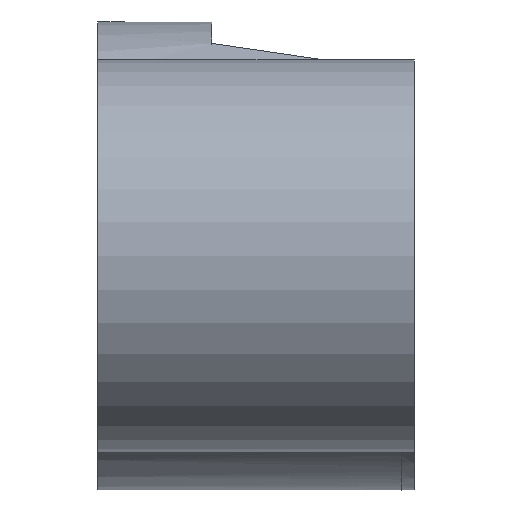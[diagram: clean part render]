
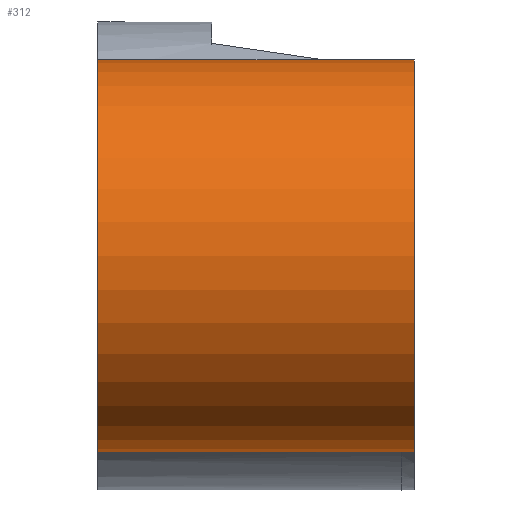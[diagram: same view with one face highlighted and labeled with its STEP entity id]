
A CAD part, left-side view. The second image highlights one B-rep face of the part: STEP entity #312.
In plain terms, the highlighted cylindrical face has radius 15.5 mm (diameter 31 mm), a partial arc.
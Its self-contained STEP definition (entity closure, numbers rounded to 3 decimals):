
#32 = CARTESIAN_POINT ( 'NONE',  ( 0., -1., 0. ) ) ;
#62 = LINE ( 'NONE', #282, #457 ) ;
#91 = AXIS2_PLACEMENT_3D ( 'NONE', #670, #841, #356 ) ;
#104 = CIRCLE ( 'NONE', #252, 15.5 ) ;
#119 = DIRECTION ( 'NONE',  ( 0., 1., 0. ) ) ;
#138 = EDGE_CURVE ( 'NONE', #348, #230, #536, .T. ) ;
#161 = CARTESIAN_POINT ( 'NONE',  ( 0., -1., 15.5 ) ) ;
#185 = DIRECTION ( 'NONE',  ( 0., 0., 1. ) ) ;
#223 = DIRECTION ( 'NONE',  ( 0., 0., 1. ) ) ;
#230 = VERTEX_POINT ( 'NONE', #613 ) ;
#245 = AXIS2_PLACEMENT_3D ( 'NONE', #32, #916, #185 ) ;
#252 = AXIS2_PLACEMENT_3D ( 'NONE', #788, #864, #223 ) ;
#256 = EDGE_CURVE ( 'NONE', #348, #821, #929, .T. ) ;
#273 = EDGE_LOOP ( 'NONE', ( #680, #993, #320, #973 ) ) ;
#282 = CARTESIAN_POINT ( 'NONE',  ( 0., -1., 15.5 ) ) ;
#288 = FACE_OUTER_BOUND ( 'NONE', #273, .T. ) ;
#312 = ADVANCED_FACE ( 'NONE', ( #288 ), #572, .T. ) ;
#320 = ORIENTED_EDGE ( 'NONE', *, *, #327, .T. ) ;
#327 = EDGE_CURVE ( 'NONE', #821, #860, #62, .T. ) ;
#348 = VERTEX_POINT ( 'NONE', #609 ) ;
#356 = DIRECTION ( 'NONE',  ( 0., 0., 1. ) ) ;
#367 = CARTESIAN_POINT ( 'NONE',  ( 0., -1., -15.5 ) ) ;
#395 = VECTOR ( 'NONE', #119, 1000. ) ;
#457 = VECTOR ( 'NONE', #522, 1000. ) ;
#522 = DIRECTION ( 'NONE',  ( 0., 1., 0. ) ) ;
#536 = LINE ( 'NONE', #367, #395 ) ;
#572 = CYLINDRICAL_SURFACE ( 'NONE', #91, 15.5 ) ;
#609 = CARTESIAN_POINT ( 'NONE',  ( 0., -1., -15.5 ) ) ;
#613 = CARTESIAN_POINT ( 'NONE',  ( 0., 24., -15.5 ) ) ;
#670 = CARTESIAN_POINT ( 'NONE',  ( 0., -1., 0. ) ) ;
#680 = ORIENTED_EDGE ( 'NONE', *, *, #138, .F. ) ;
#734 = EDGE_CURVE ( 'NONE', #230, #860, #104, .T. ) ;
#788 = CARTESIAN_POINT ( 'NONE',  ( 0., 24., 0. ) ) ;
#805 = CARTESIAN_POINT ( 'NONE',  ( 0., 24., 15.5 ) ) ;
#821 = VERTEX_POINT ( 'NONE', #161 ) ;
#841 = DIRECTION ( 'NONE',  ( 0., 1., 0. ) ) ;
#860 = VERTEX_POINT ( 'NONE', #805 ) ;
#864 = DIRECTION ( 'NONE',  ( 0., 1., 0. ) ) ;
#916 = DIRECTION ( 'NONE',  ( 0., 1., 0. ) ) ;
#929 = CIRCLE ( 'NONE', #245, 15.5 ) ;
#973 = ORIENTED_EDGE ( 'NONE', *, *, #734, .F. ) ;
#993 = ORIENTED_EDGE ( 'NONE', *, *, #256, .T. ) ;
